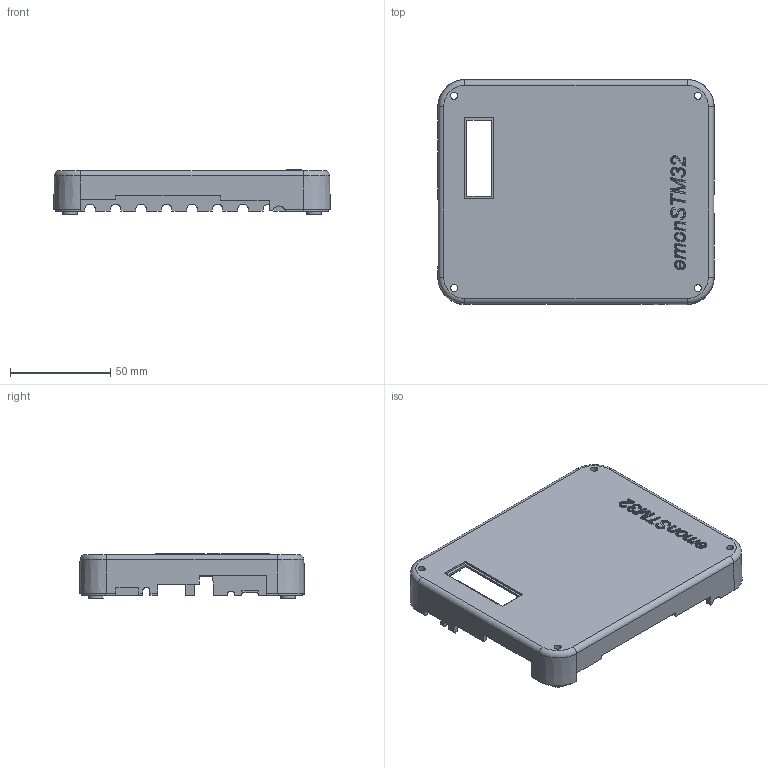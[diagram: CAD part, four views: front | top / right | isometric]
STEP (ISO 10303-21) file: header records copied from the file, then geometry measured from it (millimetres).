
FILE_DESCRIPTION(/* description */ (''),/* implementation_level */ '2;1');
FILE_NAME(/* name */ 'v0.9-top (1).step',/* time_stamp */ '2020-07-13T12:38:08+01:00',/* author */ (''),/* organization */ (''),/* preprocessor_version */ 'ST-DEVELOPER v18.1',/* originating_system */ 'Autodesk Translation Framework v9.3.0.1241',/* authorisation */ '');
FILE_SCHEMA (('AUTOMOTIVE_DESIGN { 1 0 10303 214 3 1 1 }'));
Length unit declared in the file: millimetre
Products named in the file (4): v0.9-top (1); stm32 v0 (1) (1); proto3 (2) (1); top_case (1) (1)
Assembly tree (3 placements, depth 4):
  v0.9-top (1)
    stm32 v0 (1) (1)
      proto3 (2) (1)
        top_case (1) (1)
Bounding box: 137.86 x 112.22 x 22.4 mm (x, y, z)
Volume: 48864.6 mm3; surface area: 46705.1 mm2
Topology: 10 solids, 10 shells, 622 faces, 1599 edges, 998 vertices
Faces by surface type: bspline 330, plane 210, cylinder 54, cone 24, torus 4
Full cylindrical faces by diameter (mm): 3.5 x4
Entity records: 35163 total; most frequent: CARTESIAN_POINT 22346, ORIENTED_EDGE 3198, DIRECTION 1622, EDGE_CURVE 1599, VERTEX_POINT 998, LINE 726, VECTOR 726, B_SPLINE_CURVE_WITH_KNOTS 724
